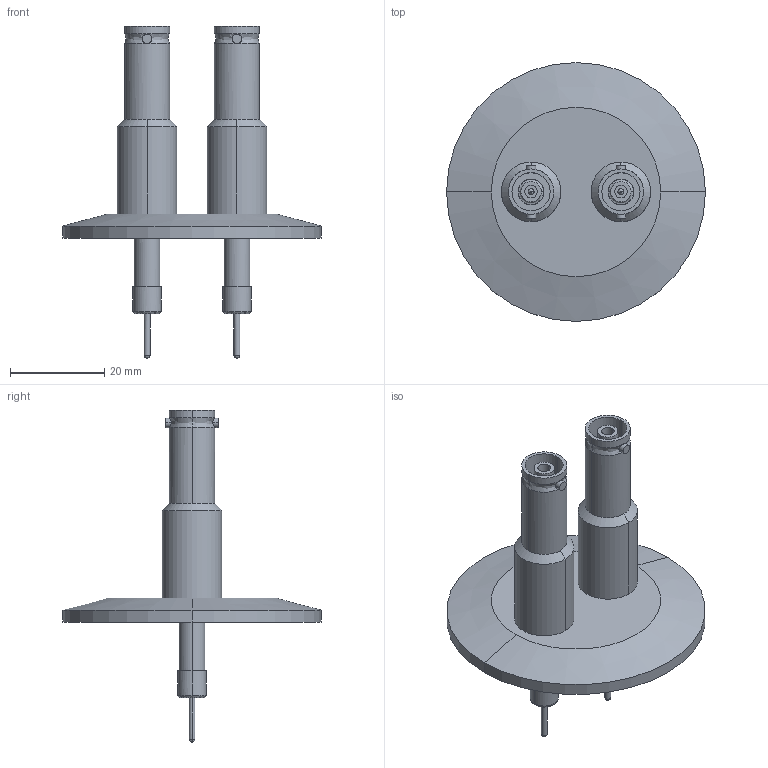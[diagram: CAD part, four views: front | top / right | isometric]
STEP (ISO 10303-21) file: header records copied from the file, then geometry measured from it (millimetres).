
FILE_DESCRIPTION (( 'STEP AP203' ), '1' );
FILE_NAME ('A1603-3-QF.STEP', '2013-08-29T12:23:48', ( '' ), ( '' ), 'SwSTEP 2.0', 'SolidWorks 2012', '' );
FILE_SCHEMA (( 'CONFIG_CONTROL_DESIGN' ));
Length unit declared in the file: inch
Products named in the file (1): A1603-3-QF
Bounding box: 54.86 x 54.86 x 70.38 mm (x, y, z)
Volume: 14031.5 mm3; surface area: 14469.6 mm2
Topology: 1 solids, 5 shells, 178 faces, 402 edges, 262 vertices
Faces by surface type: cylinder 90, plane 42, bspline 28, cone 18
Entity records: 5743 total; most frequent: CARTESIAN_POINT 1583, DIRECTION 934, ORIENTED_EDGE 804, AXIS2_PLACEMENT_3D 413, EDGE_CURVE 402, CIRCLE 262, VERTEX_POINT 262, EDGE_LOOP 214
